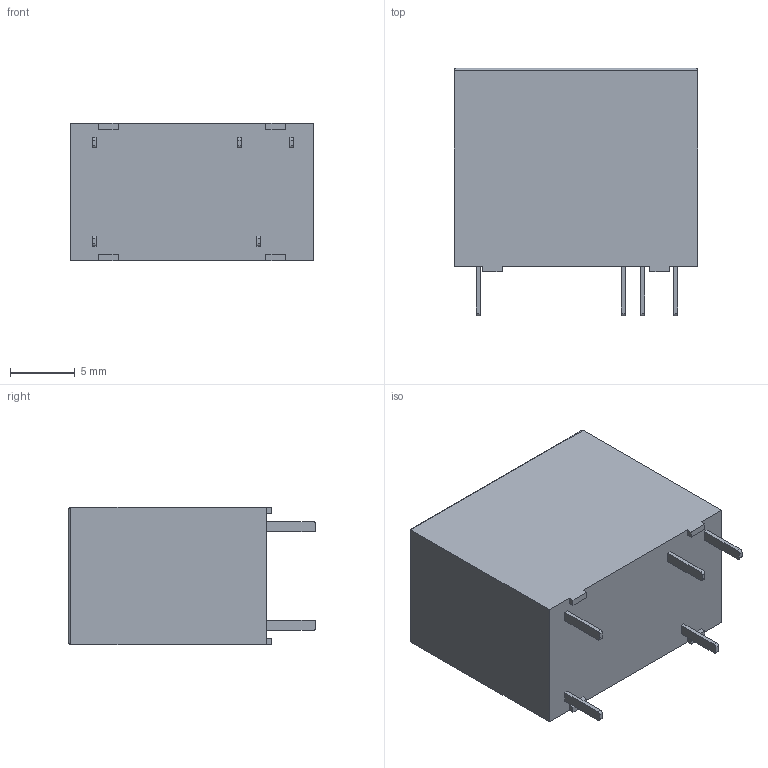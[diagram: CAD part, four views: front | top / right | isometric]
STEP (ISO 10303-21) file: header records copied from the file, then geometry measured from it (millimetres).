
FILE_DESCRIPTION (( 'STEP AP203' ), '1' );
FILE_NAME ('32F.STEP', '2014-08-27T04:52:23', ( 'Windows 蚚誧' ), ( '' ), 'SwSTEP 2.0', 'SolidWorks 2013', '' );
FILE_SCHEMA (( 'CONFIG_CONTROL_DESIGN' ));
Length unit declared in the file: millimetre
Products named in the file (1): 32F
Bounding box: 18.8 x 19.1 x 10.6 mm (x, y, z)
Volume: 3051.9 mm3; surface area: 1350.3 mm2
Topology: 1 solids, 1 shells, 70 faces, 176 edges, 116 vertices
Faces by surface type: plane 50, cylinder 20
Entity records: 2157 total; most frequent: CARTESIAN_POINT 375, ORIENTED_EDGE 352, DIRECTION 346, EDGE_CURVE 176, LINE 140, VECTOR 140, VERTEX_POINT 116, AXIS2_PLACEMENT_3D 103
